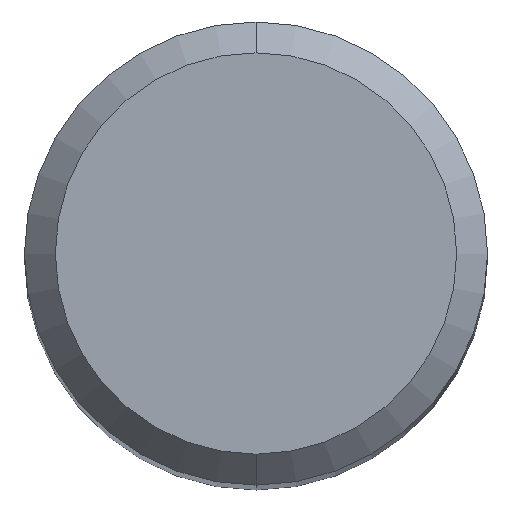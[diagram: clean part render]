
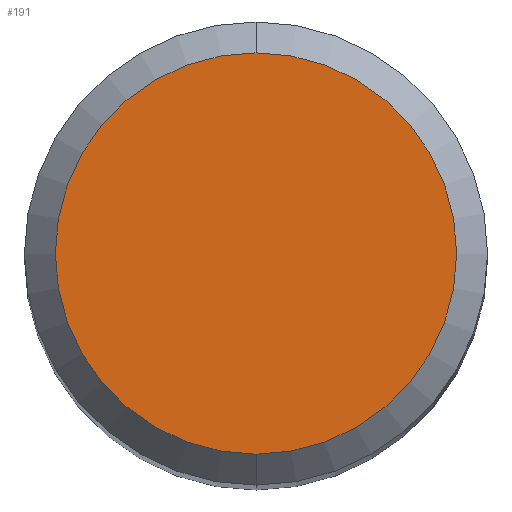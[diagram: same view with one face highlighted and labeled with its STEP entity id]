
A CAD part, top view. The second image highlights one B-rep face of the part: STEP entity #191.
In plain terms, the highlighted planar face has unit normal (0, 0, 1).
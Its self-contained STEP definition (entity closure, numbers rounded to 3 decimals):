
#191=ADVANCED_FACE('',(#494),#495,.T.);
#213=VERTEX_POINT('',#517);
#221=EDGE_CURVE('',#285,#213,#525,.T.);
#285=VERTEX_POINT('',#597);
#299=EDGE_CURVE('',#213,#285,#613,.T.);
#494=FACE_OUTER_BOUND('',#825,.T.);
#495=PLANE('',#826);
#517=CARTESIAN_POINT('',(0.0,2.6,0.0));
#525=CIRCLE('',#867,2.6);
#597=CARTESIAN_POINT('',(0.,-2.6,0.0));
#613=CIRCLE('',#1030,2.6);
#825=EDGE_LOOP('',(#1449,#1450));
#826=AXIS2_PLACEMENT_3D('',#1451,#1452,#1453);
#867=AXIS2_PLACEMENT_3D('',#1468,#1469,#1470);
#1030=AXIS2_PLACEMENT_3D('',#1587,#1588,#1589);
#1449=ORIENTED_EDGE('',*,*,#299,.F.);
#1450=ORIENTED_EDGE('',*,*,#221,.F.);
#1451=CARTESIAN_POINT('',(0.0,1.3,0.0));
#1452=DIRECTION('',(-0.0,0.0,1.0));
#1453=DIRECTION('',(0.0,-1.0,0.0));
#1468=CARTESIAN_POINT('',(0.0,0.0,0.0));
#1469=DIRECTION('',(0.0,0.0,-1.0));
#1470=DIRECTION('',(0.0,1.0,0.0));
#1587=CARTESIAN_POINT('',(0.0,0.0,0.0));
#1588=DIRECTION('',(0.0,0.0,-1.0));
#1589=DIRECTION('',(0.0,1.0,0.0));
